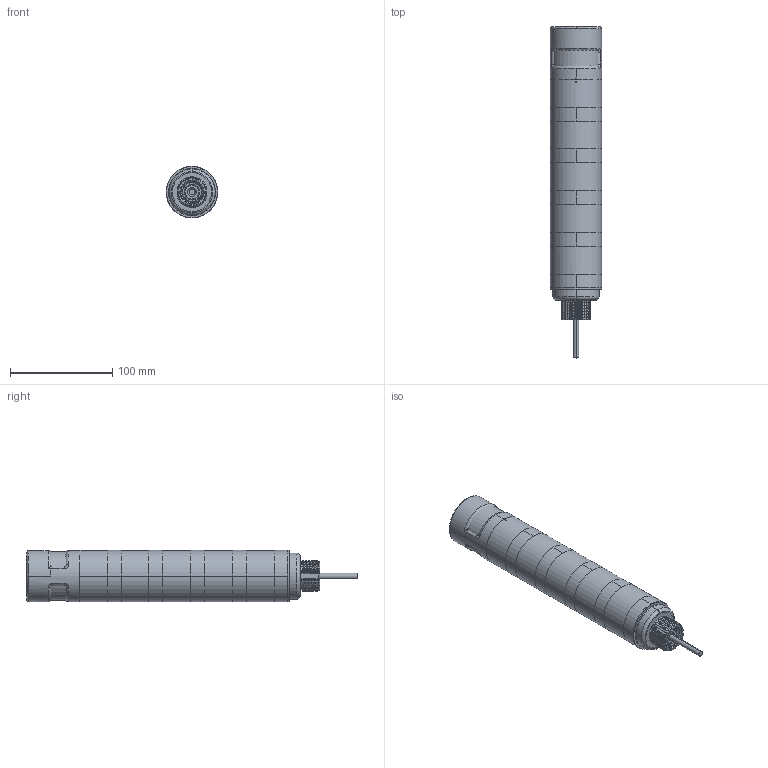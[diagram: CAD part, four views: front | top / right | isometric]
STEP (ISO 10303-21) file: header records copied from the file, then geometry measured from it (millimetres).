
FILE_DESCRIPTION((''),'2;1');
FILE_NAME('212925_ASM','2019-07-25T11:42:40',('pdmadmin'),('BANNER ENGINEERING'),'CREO PARAMETRIC BY PTC INC, 2018300','CREO PARAMETRIC BY PTC INC, 2018300','');
FILE_SCHEMA(('CONFIG_CONTROL_DESIGN'));
Products named in the file (11): 212350; 32626; CABLE_215; 212362; 212366; 202220; 203684_AF4; 168246; EHR-2; 212745_ASM; 212925_ASM
Assembly tree (10 placements, depth 3):
  212925_ASM
    212350
    32626
    CABLE_215
    212362
    212745_ASM
      212366
      202220
      203684_AF4
      168246
      EHR-2
Bounding box: 50.5 x 324.11 x 50.75 mm (x, y, z)
Volume: 158897.7 mm3; surface area: 131789.6 mm2
Topology: 9 solids, 17 shells, 1332 faces, 3286 edges, 1990 vertices
Faces by surface type: bspline 347, cylinder 346, plane 334, torus 131, cone 108, sphere 62, extrusion 4
Entity records: 76953 total; most frequent: CARTESIAN_POINT 47852, ORIENTED_EDGE 6508, DIRECTION 5408, EDGE_CURVE 3275, AXIS2_PLACEMENT_3D 2176, VERTEX_POINT 1990, EDGE_LOOP 1376, FACE_OUTER_BOUND 1332
